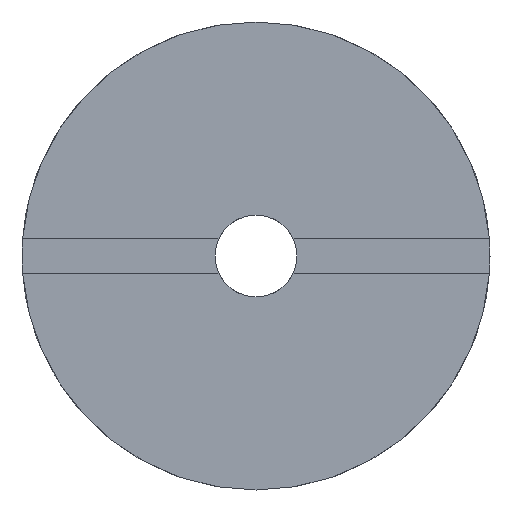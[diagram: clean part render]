
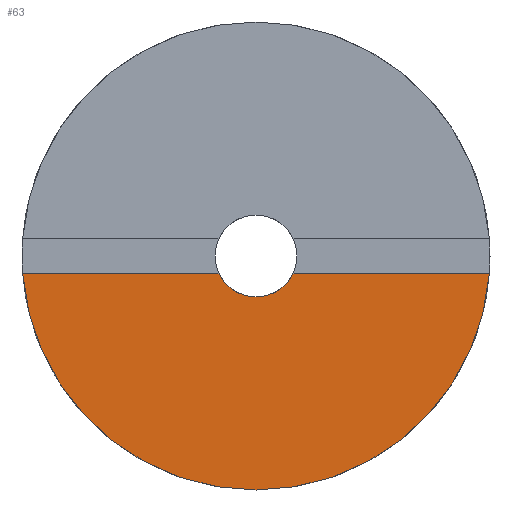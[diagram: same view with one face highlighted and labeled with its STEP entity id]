
A CAD part, front view. The second image highlights one B-rep face of the part: STEP entity #63.
In plain terms, the highlighted planar face has unit normal (0, -1, 0).
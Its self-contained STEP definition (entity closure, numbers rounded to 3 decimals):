
#63=ADVANCED_FACE('',(#137),#138,.F.);
#137=FACE_OUTER_BOUND('',#222,.T.);
#138=PLANE('',#223);
#222=EDGE_LOOP('',(#344,#345,#346,#347,#348,#349));
#223=AXIS2_PLACEMENT_3D('',#350,#351,#352);
#344=ORIENTED_EDGE('',*,*,#515,.F.);
#345=ORIENTED_EDGE('',*,*,#540,.T.);
#346=ORIENTED_EDGE('',*,*,#541,.T.);
#347=ORIENTED_EDGE('',*,*,#531,.T.);
#348=ORIENTED_EDGE('',*,*,#542,.T.);
#349=ORIENTED_EDGE('',*,*,#543,.F.);
#350=CARTESIAN_POINT('',(10.0,-14.0,0.0));
#351=DIRECTION('',(0.,1.0,0.0));
#352=DIRECTION('',(0.0,0.0,1.0));
#515=EDGE_CURVE('',#612,#613,#614,.T.);
#531=EDGE_CURVE('',#638,#639,#640,.T.);
#540=EDGE_CURVE('',#612,#655,#656,.T.);
#541=EDGE_CURVE('',#655,#638,#657,.T.);
#542=EDGE_CURVE('',#639,#658,#659,.T.);
#543=EDGE_CURVE('',#613,#658,#660,.T.);
#612=VERTEX_POINT('',#741);
#613=VERTEX_POINT('',#742);
#614=CIRCLE('',#743,10.0);
#638=VERTEX_POINT('',#775);
#639=VERTEX_POINT('',#776);
#640=CIRCLE('',#777,1.75);
#655=VERTEX_POINT('',#796);
#656=LINE('',#797,#798);
#657=CIRCLE('',#799,1.75);
#658=VERTEX_POINT('',#800);
#659=LINE('',#801,#802);
#660=CIRCLE('',#803,10.0);
#741=CARTESIAN_POINT('',(9.972,-14.0,-0.75));
#742=CARTESIAN_POINT('',(0.,-14.0,-10.0));
#743=AXIS2_PLACEMENT_3D('',#884,#885,#886);
#775=CARTESIAN_POINT('',(0.,-14.0,-1.75));
#776=CARTESIAN_POINT('',(-1.581,-14.0,-0.75));
#777=AXIS2_PLACEMENT_3D('',#907,#908,#909);
#796=CARTESIAN_POINT('',(1.581,-14.0,-0.75));
#797=CARTESIAN_POINT('',(10.0,-14.0,-0.75));
#798=VECTOR('',#923,1000.0);
#799=AXIS2_PLACEMENT_3D('',#924,#925,#926);
#800=CARTESIAN_POINT('',(-9.972,-14.0,-0.75));
#801=CARTESIAN_POINT('',(10.0,-14.0,-0.75));
#802=VECTOR('',#927,1000.0);
#803=AXIS2_PLACEMENT_3D('',#928,#929,#930);
#884=CARTESIAN_POINT('',(0.,-14.0,0.0));
#885=DIRECTION('',(0.,1.0,0.0));
#886=DIRECTION('',(0.0,0.0,1.0));
#907=CARTESIAN_POINT('',(0.,-14.0,0.0));
#908=DIRECTION('',(0.,1.0,0.0));
#909=DIRECTION('',(0.0,0.0,1.0));
#923=DIRECTION('',(-1.0,0.,0.0));
#924=CARTESIAN_POINT('',(0.,-14.0,0.0));
#925=DIRECTION('',(0.,1.0,0.0));
#926=DIRECTION('',(0.0,0.0,1.0));
#927=DIRECTION('',(-1.0,0.,0.0));
#928=CARTESIAN_POINT('',(0.,-14.0,0.0));
#929=DIRECTION('',(0.,1.0,0.0));
#930=DIRECTION('',(0.0,0.0,1.0));
